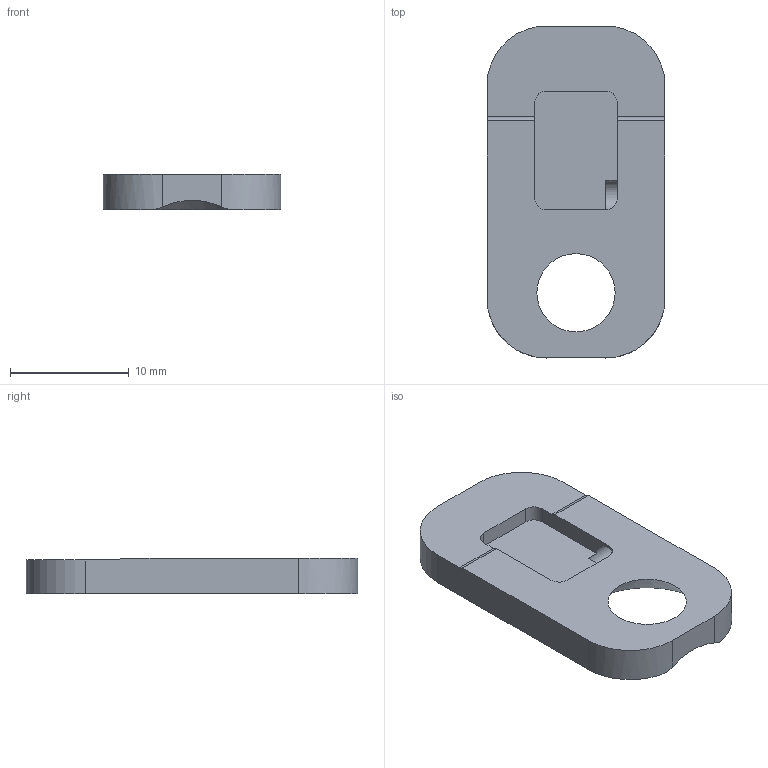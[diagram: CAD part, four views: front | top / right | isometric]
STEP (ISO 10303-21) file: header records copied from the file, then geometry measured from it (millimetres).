
FILE_DESCRIPTION(/* description */ (''),/* implementation_level */ '2;1');
FILE_NAME(/* name */ 'Capteur mirroir.step',/* time_stamp */ '2020-04-09T16:59:33+02:00',/* author */ (''),/* organization */ (''),/* preprocessor_version */ 'ST-DEVELOPER v18',/* originating_system */ 'Autodesk Translation Framework v8.12.0.6',/* authorisation */ '');
FILE_SCHEMA (('AUTOMOTIVE_DESIGN { 1 0 10303 214 3 1 1 }'));
Length unit declared in the file: millimetre
Products named in the file (1): Capteur mirroir V2
Bounding box: 15 x 28 x 3 mm (x, y, z)
Volume: 832.8 mm3; surface area: 1065.4 mm2
Topology: 1 solids, 1 shells, 25 faces, 73 edges, 48 vertices
Faces by surface type: plane 13, cylinder 11, cone 1
Full cylindrical faces by diameter (mm): 2.5 x1
Entity records: 888 total; most frequent: CARTESIAN_POINT 166, DIRECTION 147, ORIENTED_EDGE 146, EDGE_CURVE 73, AXIS2_PLACEMENT_3D 52, VERTEX_POINT 48, LINE 43, VECTOR 43
